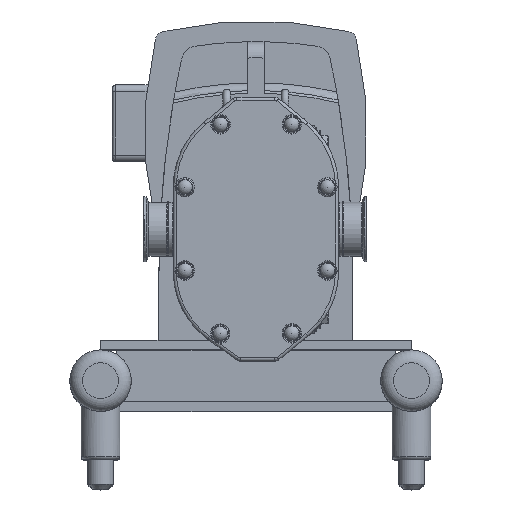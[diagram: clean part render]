
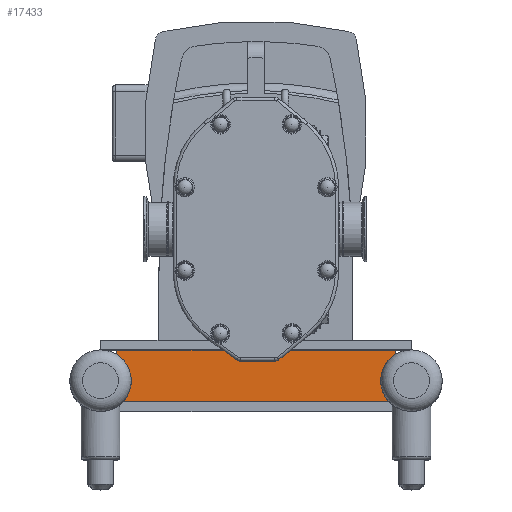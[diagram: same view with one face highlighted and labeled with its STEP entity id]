
A CAD part, top view. The second image highlights one B-rep face of the part: STEP entity #17433.
In plain terms, the highlighted planar face has unit normal (0, 0, 1).
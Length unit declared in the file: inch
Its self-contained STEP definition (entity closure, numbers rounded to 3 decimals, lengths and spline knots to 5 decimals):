
#925=CIRCLE('',#18517,1.19);
#926=CIRCLE('',#18518,1.19);
#2201=FACE_OUTER_BOUND('',#3212,.T.);
#3212=EDGE_LOOP('',(#11638,#11639,#11640,#11641,#11642,#11643));
#4316=LINE('',#26218,#5635);
#4317=LINE('',#26221,#5636);
#4318=LINE('',#26225,#5637);
#4319=LINE('',#26228,#5638);
#5635=VECTOR('',#20701,0.3937);
#5636=VECTOR('',#20704,0.3937);
#5637=VECTOR('',#20707,0.3937);
#5638=VECTOR('',#20710,0.3937);
#6985=VERTEX_POINT('',#26211);
#6987=VERTEX_POINT('',#26216);
#6988=VERTEX_POINT('',#26220);
#6989=VERTEX_POINT('',#26222);
#6990=VERTEX_POINT('',#26224);
#6991=VERTEX_POINT('',#26226);
#8828=EDGE_CURVE('',#6985,#6987,#4316,.T.);
#8829=EDGE_CURVE('',#6987,#6988,#4317,.T.);
#8830=EDGE_CURVE('',#6988,#6989,#925,.T.);
#8831=EDGE_CURVE('',#6989,#6990,#4318,.T.);
#8832=EDGE_CURVE('',#6990,#6991,#926,.T.);
#8833=EDGE_CURVE('',#6991,#6985,#4319,.T.);
#11638=ORIENTED_EDGE('',*,*,#8828,.T.);
#11639=ORIENTED_EDGE('',*,*,#8829,.T.);
#11640=ORIENTED_EDGE('',*,*,#8830,.T.);
#11641=ORIENTED_EDGE('',*,*,#8831,.T.);
#11642=ORIENTED_EDGE('',*,*,#8832,.T.);
#11643=ORIENTED_EDGE('',*,*,#8833,.T.);
#16916=PLANE('',#18516);
#17433=ADVANCED_FACE('',(#2201),#16916,.T.);
#18516=AXIS2_PLACEMENT_3D('',#26219,#20702,#20703);
#18517=AXIS2_PLACEMENT_3D('',#26223,#20705,#20706);
#18518=AXIS2_PLACEMENT_3D('',#26227,#20708,#20709);
#20701=DIRECTION('',(-1.,0.,0.));
#20702=DIRECTION('center_axis',(0.,0.,
1.));
#20703=DIRECTION('ref_axis',(1.,0.,0.));
#20704=DIRECTION('',(0.,-1.,0.));
#20705=DIRECTION('center_axis',(0.,0.,
-1.));
#20706=DIRECTION('ref_axis',(0.733,-0.681,0.));
#20707=DIRECTION('',(1.,0.,0.));
#20708=DIRECTION('center_axis',(0.,0.,
-1.));
#20709=DIRECTION('ref_axis',(-0.521,0.854,0.));
#20710=DIRECTION('',(0.,1.,0.));
#26211=CARTESIAN_POINT('',(5.385,-4.65025,-6.895));
#26216=CARTESIAN_POINT('',(-5.365,-4.65025,-6.895));
#26218=CARTESIAN_POINT('',(0.00642,-4.65025,-6.895));
#26219=CARTESIAN_POINT('Origin',(0.00784,-5.6209,
-6.895));
#26220=CARTESIAN_POINT('',(-5.365,-4.8282,-6.895));
#26221=CARTESIAN_POINT('',(-5.365,-4.8282,-6.895));
#26222=CARTESIAN_POINT('',(-5.12322,-6.64775,-6.895));
#26223=CARTESIAN_POINT('Origin',(-5.995,-5.83775,-6.895));
#26224=CARTESIAN_POINT('',(5.13322,-6.64775,-6.895));
#26225=CARTESIAN_POINT('',(5.13322,-6.64775,-6.895));
#26226=CARTESIAN_POINT('',(5.385,-4.82202,-6.895));
#26227=CARTESIAN_POINT('Origin',(6.005,-5.83775,-6.895));
#26228=CARTESIAN_POINT('',(5.385,-4.64775,-6.895));
